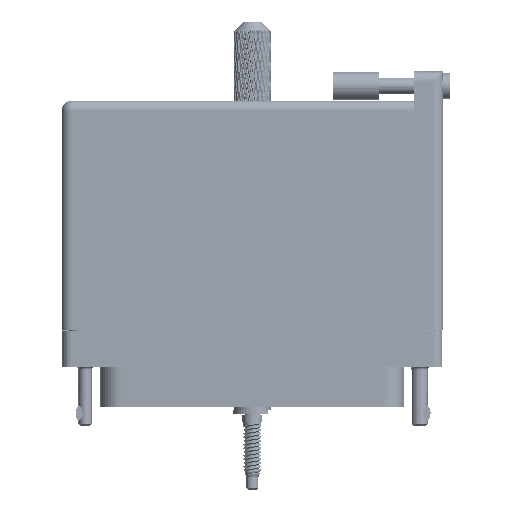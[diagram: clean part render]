
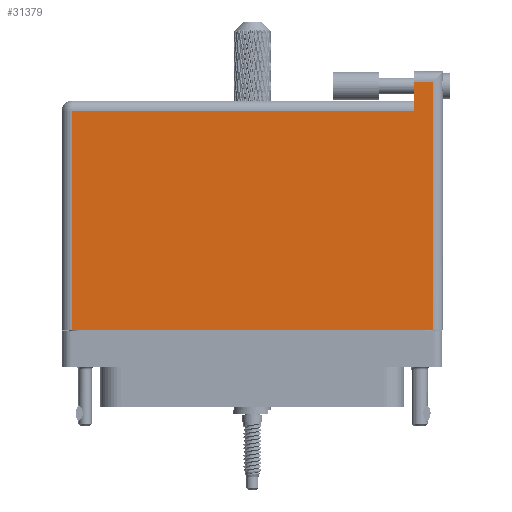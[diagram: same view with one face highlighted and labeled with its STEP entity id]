
A CAD part, front view. The second image highlights one B-rep face of the part: STEP entity #31379.
In plain terms, the highlighted face is planar.
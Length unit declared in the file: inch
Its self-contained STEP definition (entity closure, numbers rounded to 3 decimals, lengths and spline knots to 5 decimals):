
#5266 = CARTESIAN_POINT ( 'NONE',  ( -1.23, 1.396, 0.4495 ) ) ;
#5276 = CARTESIAN_POINT ( 'NONE',  ( -1.3, 1.596, 0.4495 ) ) ;
#7261 = FACE_OUTER_BOUND ( 'NONE', #102038, .T. ) ;
#7530 = PLANE ( 'NONE',  #19265 ) ;
#7927 = LINE ( 'NONE', #81866, #39922 ) ;
#9612 = VERTEX_POINT ( 'NONE', #93307 ) ;
#10444 = CARTESIAN_POINT ( 'NONE',  ( 1.23, -0.1, 0.4495 ) ) ;
#16208 = LINE ( 'NONE', #118573, #48235 ) ;
#18390 = VECTOR ( 'NONE', #89354, 39.37008 ) ;
#18449 = CARTESIAN_POINT ( 'NONE',  ( -1.23, -0.1, 0.4495 ) ) ;
#19265 = AXIS2_PLACEMENT_3D ( 'NONE', #46323, #94931, #95378 ) ;
#23615 = DIRECTION ( 'NONE',  ( -1., 0., 0. ) ) ;
#24551 = CARTESIAN_POINT ( 'NONE',  ( 1.103, 1.596, 0.4495 ) ) ;
#28159 = CARTESIAN_POINT ( 'NONE',  ( 1.23, 1.596, 0.4495 ) ) ;
#29338 = ORIENTED_EDGE ( 'NONE', *, *, #51099, .T. ) ;
#31379 = ADVANCED_FACE ( 'NONE', ( #7261 ), #7530, .F. ) ;
#31421 = DIRECTION ( 'NONE',  ( 0., 1., 0. ) ) ;
#33928 = DIRECTION ( 'NONE',  ( 0., -1., 0. ) ) ;
#38517 = VERTEX_POINT ( 'NONE', #28159 ) ;
#39922 = VECTOR ( 'NONE', #23615, 39.37008 ) ;
#46323 = CARTESIAN_POINT ( 'NONE',  ( -1.3, 1.466, 0.4495 ) ) ;
#48235 = VECTOR ( 'NONE', #31421, 39.37008 ) ;
#48725 = EDGE_CURVE ( 'NONE', #51487, #9612, #59526, .T. ) ;
#51099 = EDGE_CURVE ( 'NONE', #110659, #89036, #65243, .T. ) ;
#51487 = VERTEX_POINT ( 'NONE', #5266 ) ;
#53059 = EDGE_CURVE ( 'NONE', #74512, #38517, #16208, .T. ) ;
#56820 = VECTOR ( 'NONE', #111979, 39.37008 ) ;
#58082 = ORIENTED_EDGE ( 'NONE', *, *, #106706, .T. ) ;
#59526 = LINE ( 'NONE', #18449, #103952 ) ;
#60161 = CARTESIAN_POINT ( 'NONE',  ( 1.103, 1.396, 0.4495 ) ) ;
#65243 = LINE ( 'NONE', #110365, #88177 ) ;
#68234 = EDGE_CURVE ( 'NONE', #9612, #74512, #99223, .T. ) ;
#74512 = VERTEX_POINT ( 'NONE', #10444 ) ;
#81866 = CARTESIAN_POINT ( 'NONE',  ( -1.3, 1.396, 0.4495 ) ) ;
#85820 = LINE ( 'NONE', #5276, #56820 ) ;
#88177 = VECTOR ( 'NONE', #33928, 39.37008 ) ;
#89036 = VERTEX_POINT ( 'NONE', #60161 ) ;
#89354 = DIRECTION ( 'NONE',  ( 1., 0., 0. ) ) ;
#93307 = CARTESIAN_POINT ( 'NONE',  ( -1.23, -0.1, 0.4495 ) ) ;
#94931 = DIRECTION ( 'NONE',  ( 0., 0., -1. ) ) ;
#95378 = DIRECTION ( 'NONE',  ( -1., 0., 0. ) ) ;
#96435 = DIRECTION ( 'NONE',  ( 0., -1., 0. ) ) ;
#97596 = ORIENTED_EDGE ( 'NONE', *, *, #48725, .T. ) ;
#97969 = CARTESIAN_POINT ( 'NONE',  ( -1.3, -0.1, 0.4495 ) ) ;
#99223 = LINE ( 'NONE', #97969, #18390 ) ;
#102038 = EDGE_LOOP ( 'NONE', ( #121354, #115810, #108260, #29338, #58082, #97596 ) ) ;
#103952 = VECTOR ( 'NONE', #96435, 39.37008 ) ;
#106438 = EDGE_CURVE ( 'NONE', #38517, #110659, #85820, .T. ) ;
#106706 = EDGE_CURVE ( 'NONE', #89036, #51487, #7927, .T. ) ;
#108260 = ORIENTED_EDGE ( 'NONE', *, *, #106438, .T. ) ;
#110365 = CARTESIAN_POINT ( 'NONE',  ( 1.103, 1.666, 0.4495 ) ) ;
#110659 = VERTEX_POINT ( 'NONE', #24551 ) ;
#111979 = DIRECTION ( 'NONE',  ( -1., 0., 0. ) ) ;
#115810 = ORIENTED_EDGE ( 'NONE', *, *, #53059, .T. ) ;
#118573 = CARTESIAN_POINT ( 'NONE',  ( 1.23, 1.666, 0.4495 ) ) ;
#121354 = ORIENTED_EDGE ( 'NONE', *, *, #68234, .T. ) ;
